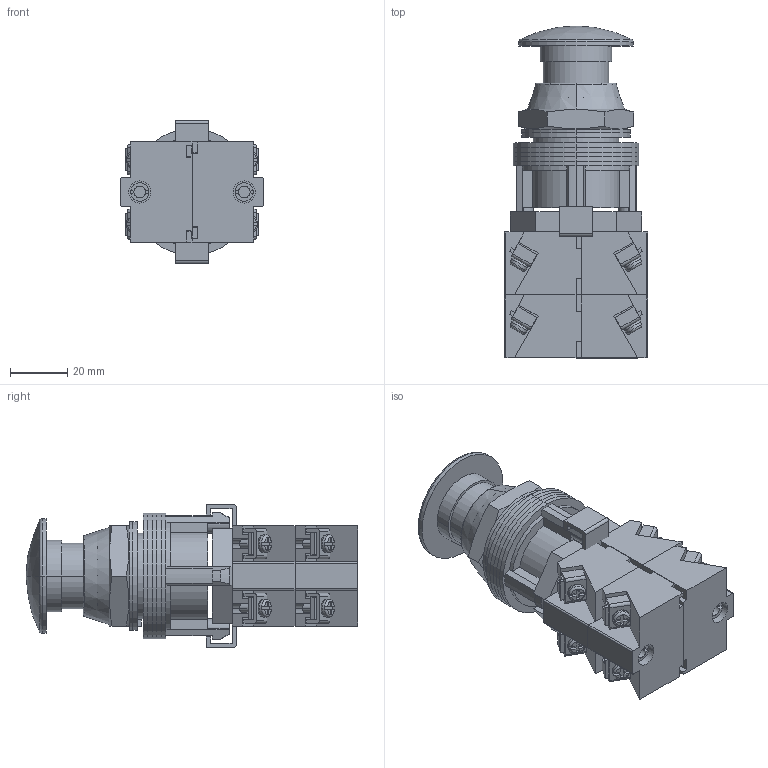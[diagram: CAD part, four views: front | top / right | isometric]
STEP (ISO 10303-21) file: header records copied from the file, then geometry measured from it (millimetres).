
FILE_DESCRIPTION (( 'STEP AP214' ), '1' );
FILE_NAME ('HT8AEHF1Q1.step', '2018-06-29T15:17:52', ( '' ), ( '' ), 'SwSTEP 2.0', 'SolidWorks 2017', '' );
FILE_SCHEMA (( 'AUTOMOTIVE_DESIGN' ));
Length unit declared in the file: millimetre
Products named in the file (1): HT8AEHF1Q1
Bounding box: 50 x 116 x 50 mm (x, y, z)
Volume: 109090.1 mm3; surface area: 63573.7 mm2
Topology: 43 solids, 43 shells, 932 faces, 2359 edges, 1551 vertices
Faces by surface type: plane 632, cylinder 241, torus 36, cone 21, sphere 2
Entity records: 33924 total; most frequent: CARTESIAN_POINT 5243, DIRECTION 4765, ORIENTED_EDGE 4718, EDGE_CURVE 2359, LINE 1675, VECTOR 1675, VERTEX_POINT 1551, AXIS2_PLACEMENT_3D 1545
